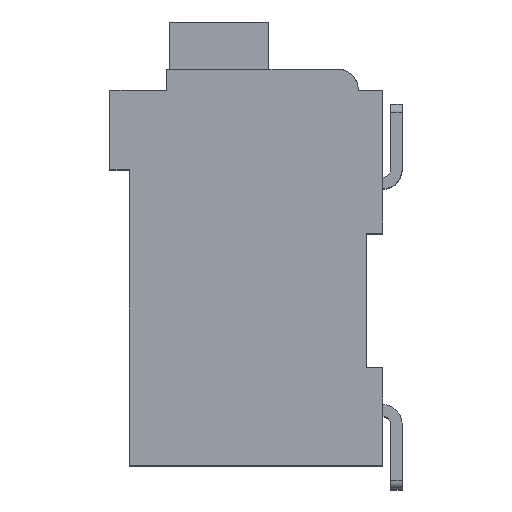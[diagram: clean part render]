
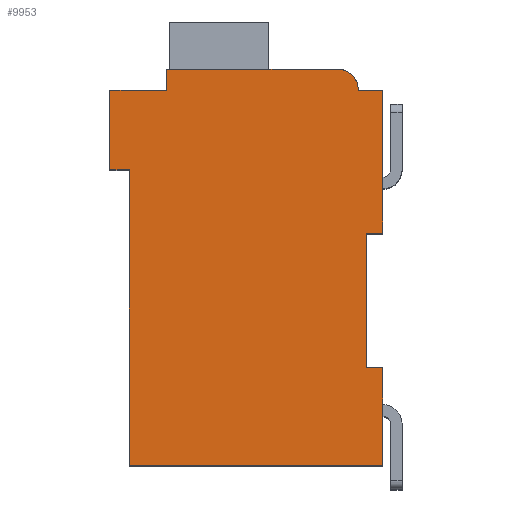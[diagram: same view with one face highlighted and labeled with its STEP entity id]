
A CAD part, top view. The second image highlights one B-rep face of the part: STEP entity #9953.
In plain terms, the highlighted planar face has unit normal (0, 0, 1).
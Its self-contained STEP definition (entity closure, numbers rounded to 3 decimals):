
#3162=DIRECTION('',(1.,0.,0.));
#3163=VECTOR('',#3162,0.5);
#3164=CARTESIAN_POINT('',(7.3,7.15,2.1));
#3165=LINE('',#3164,#3163);
#3166=DIRECTION('',(0.,1.,0.));
#3167=VECTOR('',#3166,4.15);
#3168=CARTESIAN_POINT('',(7.3,3.,2.1));
#3169=LINE('',#3168,#3167);
#3170=DIRECTION('',(-1.,0.,0.));
#3171=VECTOR('',#3170,0.5);
#3172=CARTESIAN_POINT('',(7.8,3.,2.1));
#3173=LINE('',#3172,#3171);
#3174=DIRECTION('',(0.,1.,0.));
#3175=VECTOR('',#3174,3.);
#3176=CARTESIAN_POINT('',(7.8,0.,2.1));
#3177=LINE('',#3176,#3175);
#3178=DIRECTION('',(1.,0.,0.));
#3179=VECTOR('',#3178,7.8);
#3180=CARTESIAN_POINT('',(0.,0.,2.1));
#3181=LINE('',#3180,#3179);
#3182=DIRECTION('',(0.,-1.,0.));
#3183=VECTOR('',#3182,9.1);
#3184=CARTESIAN_POINT('',(0.,9.1,2.1));
#3185=LINE('',#3184,#3183);
#3186=DIRECTION('',(1.,0.,0.));
#3187=VECTOR('',#3186,0.6);
#3188=CARTESIAN_POINT('',(-0.6,9.1,2.1));
#3189=LINE('',#3188,#3187);
#3190=DIRECTION('',(0.,-1.,0.));
#3191=VECTOR('',#3190,2.45);
#3192=CARTESIAN_POINT('',(-0.6,11.55,2.1));
#3193=LINE('',#3192,#3191);
#3194=DIRECTION('',(-1.,0.,0.));
#3195=VECTOR('',#3194,1.75);
#3196=CARTESIAN_POINT('',(1.15,11.55,2.1));
#3197=LINE('',#3196,#3195);
#3198=DIRECTION('',(0.,-1.,0.));
#3199=VECTOR('',#3198,0.65);
#3200=CARTESIAN_POINT('',(1.15,12.2,2.1));
#3201=LINE('',#3200,#3199);
#3202=DIRECTION('',(-1.,0.,0.));
#3203=VECTOR('',#3202,5.25);
#3204=CARTESIAN_POINT('',(6.4,12.2,2.1));
#3205=LINE('',#3204,#3203);
#3206=CARTESIAN_POINT('',(6.4,11.55,2.1));
#3207=DIRECTION('',(0.,0.,1.));
#3208=DIRECTION('',(1.,0.,0.));
#3209=AXIS2_PLACEMENT_3D('',#3206,#3207,#3208);
#3211=DIRECTION('',(-1.,0.,0.));
#3212=VECTOR('',#3211,0.75);
#3213=CARTESIAN_POINT('',(7.8,11.55,2.1));
#3214=LINE('',#3213,#3212);
#3215=DIRECTION('',(0.,1.,0.));
#3216=VECTOR('',#3215,4.4);
#3217=CARTESIAN_POINT('',(7.8,7.15,2.1));
#3218=LINE('',#3217,#3216);
#4633=CARTESIAN_POINT('',(7.3,7.15,2.1));
#4634=CARTESIAN_POINT('',(7.8,7.15,2.1));
#4635=VERTEX_POINT('',#4633);
#4636=VERTEX_POINT('',#4634);
#4637=CARTESIAN_POINT('',(7.8,11.55,2.1));
#4638=VERTEX_POINT('',#4637);
#4639=CARTESIAN_POINT('',(7.05,11.55,2.1));
#4640=VERTEX_POINT('',#4639);
#4641=CARTESIAN_POINT('',(6.4,12.2,2.1));
#4642=VERTEX_POINT('',#4641);
#4643=CARTESIAN_POINT('',(1.15,12.2,2.1));
#4644=VERTEX_POINT('',#4643);
#4645=CARTESIAN_POINT('',(1.15,11.55,2.1));
#4646=VERTEX_POINT('',#4645);
#4647=CARTESIAN_POINT('',(-0.6,11.55,2.1));
#4648=VERTEX_POINT('',#4647);
#4649=CARTESIAN_POINT('',(-0.6,9.1,2.1));
#4650=VERTEX_POINT('',#4649);
#4651=CARTESIAN_POINT('',(0.,9.1,2.1));
#4652=VERTEX_POINT('',#4651);
#4653=CARTESIAN_POINT('',(0.,0.,2.1));
#4654=VERTEX_POINT('',#4653);
#4655=CARTESIAN_POINT('',(7.8,0.,2.1));
#4656=VERTEX_POINT('',#4655);
#4657=CARTESIAN_POINT('',(7.8,3.,2.1));
#4658=VERTEX_POINT('',#4657);
#4659=CARTESIAN_POINT('',(7.3,3.,2.1));
#4660=VERTEX_POINT('',#4659);
#9932=CARTESIAN_POINT('',(0.,0.,2.1));
#9933=DIRECTION('',(0.,0.,1.));
#9934=DIRECTION('',(1.,0.,0.));
#9935=AXIS2_PLACEMENT_3D('',#9932,#9933,#9934);
#9936=PLANE('',#9935);
#9937=ORIENTED_EDGE('',*,*,#6086,.F.);
#9938=ORIENTED_EDGE('',*,*,#6382,.F.);
#9939=ORIENTED_EDGE('',*,*,#8020,.F.);
#9940=ORIENTED_EDGE('',*,*,#8135,.F.);
#9941=ORIENTED_EDGE('',*,*,#8278,.F.);
#9942=ORIENTED_EDGE('',*,*,#8479,.F.);
#9943=ORIENTED_EDGE('',*,*,#8604,.F.);
#9944=ORIENTED_EDGE('',*,*,#8703,.F.);
#9945=ORIENTED_EDGE('',*,*,#8849,.F.);
#9946=ORIENTED_EDGE('',*,*,#9152,.F.);
#9947=ORIENTED_EDGE('',*,*,#9380,.F.);
#9948=ORIENTED_EDGE('',*,*,#8900,.F.);
#9949=ORIENTED_EDGE('',*,*,#9053,.F.);
#9950=ORIENTED_EDGE('',*,*,#6277,.F.);
#9951=EDGE_LOOP('',(#9937,#9938,#9939,#9940,#9941,#9942,#9943,#9944,#9945,#9946,
#9947,#9948,#9949,#9950));
#9952=FACE_OUTER_BOUND('',#9951,.F.);
#3210=CIRCLE('',#3209,0.65);
#6086=EDGE_CURVE('',#4635,#4636,#3165,.T.);
#6277=EDGE_CURVE('',#4636,#4638,#3218,.T.);
#6382=EDGE_CURVE('',#4660,#4635,#3169,.T.);
#8020=EDGE_CURVE('',#4658,#4660,#3173,.T.);
#8135=EDGE_CURVE('',#4656,#4658,#3177,.T.);
#8278=EDGE_CURVE('',#4654,#4656,#3181,.T.);
#8479=EDGE_CURVE('',#4652,#4654,#3185,.T.);
#8604=EDGE_CURVE('',#4650,#4652,#3189,.T.);
#8703=EDGE_CURVE('',#4648,#4650,#3193,.T.);
#8849=EDGE_CURVE('',#4646,#4648,#3197,.T.);
#8900=EDGE_CURVE('',#4640,#4642,#3210,.T.);
#9053=EDGE_CURVE('',#4638,#4640,#3214,.T.);
#9152=EDGE_CURVE('',#4644,#4646,#3201,.T.);
#9380=EDGE_CURVE('',#4642,#4644,#3205,.T.);
#9953=ADVANCED_FACE('',(#9952),#9936,.T.);
